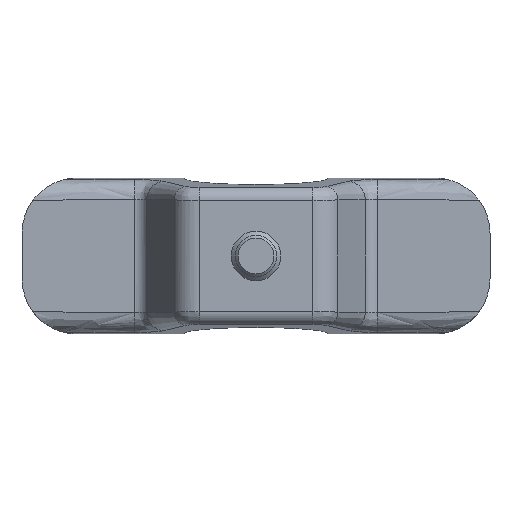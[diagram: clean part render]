
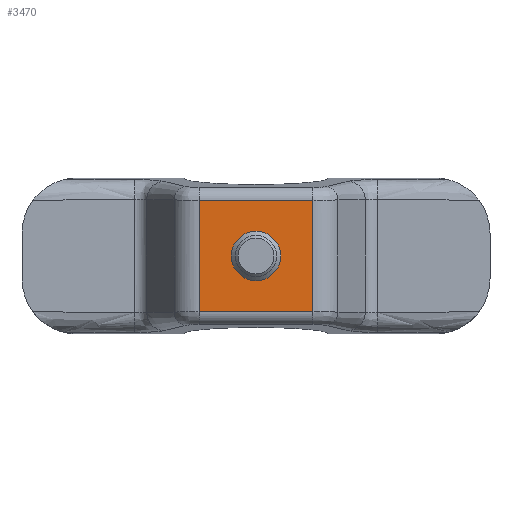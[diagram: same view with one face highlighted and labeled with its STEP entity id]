
A CAD part, front view. The second image highlights one B-rep face of the part: STEP entity #3470.
In plain terms, the highlighted planar face has unit normal (0, -1, 0).
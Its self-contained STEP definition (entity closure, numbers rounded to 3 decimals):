
#144 = DIRECTION ( 'NONE',  ( 0., 0., 1. ) ) ;
#278 = FACE_OUTER_BOUND ( 'NONE', #4895, .T. ) ;
#400 = DIRECTION ( 'NONE',  ( 0., -1., 0. ) ) ;
#475 = LINE ( 'NONE', #3434, #1430 ) ;
#583 = LINE ( 'NONE', #702, #3741 ) ;
#702 = CARTESIAN_POINT ( 'NONE',  ( 0., -26.988, 12.804 ) ) ;
#832 = EDGE_CURVE ( 'NONE', #1798, #857, #4876, .T. ) ;
#857 = VERTEX_POINT ( 'NONE', #2288 ) ;
#884 = DIRECTION ( 'NONE',  ( 0., 1., 0. ) ) ;
#993 = DIRECTION ( 'NONE',  ( -1., 0., 0. ) ) ;
#1137 = EDGE_CURVE ( 'NONE', #2169, #2169, #3941, .T. ) ;
#1142 = FACE_BOUND ( 'NONE', #4704, .T. ) ;
#1292 = VERTEX_POINT ( 'NONE', #2300 ) ;
#1315 = EDGE_CURVE ( 'NONE', #1292, #857, #475, .T. ) ;
#1430 = VECTOR ( 'NONE', #1864, 1000. ) ;
#1539 = PLANE ( 'NONE',  #2980 ) ;
#1655 = VECTOR ( 'NONE', #4277, 1000. ) ;
#1798 = VERTEX_POINT ( 'NONE', #4260 ) ;
#1864 = DIRECTION ( 'NONE',  ( 1., 0., 0. ) ) ;
#2106 = CARTESIAN_POINT ( 'NONE',  ( -13.148, -26.988, 12.804 ) ) ;
#2169 = VERTEX_POINT ( 'NONE', #3282 ) ;
#2288 = CARTESIAN_POINT ( 'NONE',  ( 13.148, -26.987, -12.804 ) ) ;
#2300 = CARTESIAN_POINT ( 'NONE',  ( -13.148, -26.987, -12.804 ) ) ;
#2328 = ORIENTED_EDGE ( 'NONE', *, *, #1137, .T. ) ;
#2576 = CARTESIAN_POINT ( 'NONE',  ( 13.148, -26.988, 12.7 ) ) ;
#2675 = VECTOR ( 'NONE', #2999, 1000. ) ;
#2710 = LINE ( 'NONE', #3183, #1655 ) ;
#2858 = CARTESIAN_POINT ( 'NONE',  ( 0., -26.988, 0. ) ) ;
#2980 = AXIS2_PLACEMENT_3D ( 'NONE', #5072, #400, #4705 ) ;
#2999 = DIRECTION ( 'NONE',  ( 0., 0., -1. ) ) ;
#3114 = ORIENTED_EDGE ( 'NONE', *, *, #1315, .T. ) ;
#3183 = CARTESIAN_POINT ( 'NONE',  ( -13.148, -26.988, 12.7 ) ) ;
#3282 = CARTESIAN_POINT ( 'NONE',  ( 0., -26.988, 5.715 ) ) ;
#3341 = EDGE_CURVE ( 'NONE', #1798, #3512, #583, .T. ) ;
#3434 = CARTESIAN_POINT ( 'NONE',  ( 0., -26.988, -12.804 ) ) ;
#3470 = ADVANCED_FACE ( 'NONE', ( #278, #1142 ), #1539, .T. ) ;
#3512 = VERTEX_POINT ( 'NONE', #2106 ) ;
#3521 = ORIENTED_EDGE ( 'NONE', *, *, #3341, .T. ) ;
#3741 = VECTOR ( 'NONE', #993, 1000. ) ;
#3941 = CIRCLE ( 'NONE', #4313, 5.715 ) ;
#4193 = ORIENTED_EDGE ( 'NONE', *, *, #832, .F. ) ;
#4260 = CARTESIAN_POINT ( 'NONE',  ( 13.148, -26.987, 12.804 ) ) ;
#4269 = ORIENTED_EDGE ( 'NONE', *, *, #4909, .T. ) ;
#4277 = DIRECTION ( 'NONE',  ( 0., 0., -1. ) ) ;
#4313 = AXIS2_PLACEMENT_3D ( 'NONE', #2858, #884, #144 ) ;
#4704 = EDGE_LOOP ( 'NONE', ( #2328 ) ) ;
#4705 = DIRECTION ( 'NONE',  ( 1., 0., 0. ) ) ;
#4876 = LINE ( 'NONE', #2576, #2675 ) ;
#4895 = EDGE_LOOP ( 'NONE', ( #4193, #3521, #4269, #3114 ) ) ;
#4909 = EDGE_CURVE ( 'NONE', #3512, #1292, #2710, .T. ) ;
#5072 = CARTESIAN_POINT ( 'NONE',  ( 13.148, -26.987, 12.7 ) ) ;
